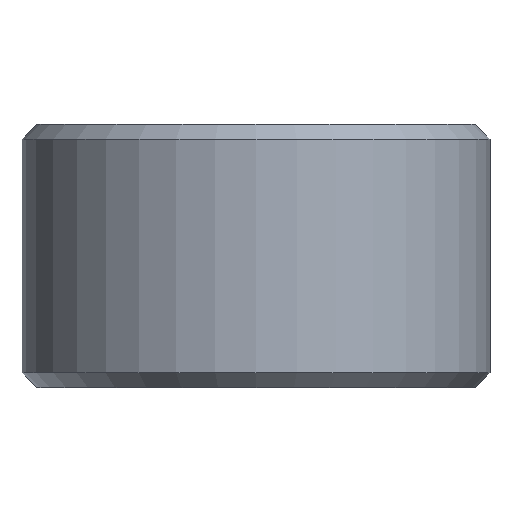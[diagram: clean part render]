
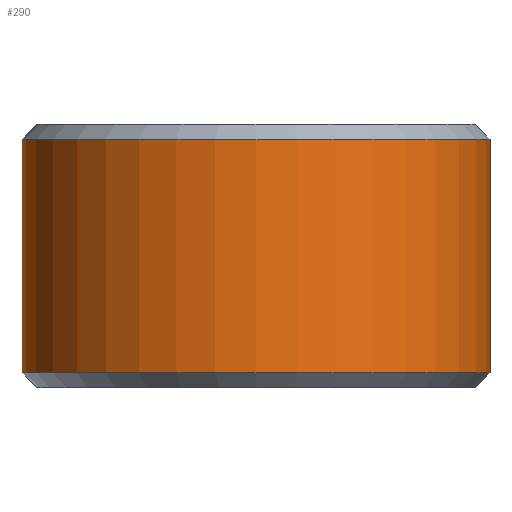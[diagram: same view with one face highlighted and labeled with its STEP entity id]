
A CAD part, front view. The second image highlights one B-rep face of the part: STEP entity #290.
In plain terms, the highlighted cylindrical face has radius 6.35 mm (diameter 12.7 mm), a full revolution.
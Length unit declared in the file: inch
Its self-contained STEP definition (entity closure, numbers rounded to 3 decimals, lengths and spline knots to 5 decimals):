
#73=CIRCLE($,#319,0.25);
#74=CIRCLE($,#320,0.25);
#86=FACE_BOUND($,#125,.T.);
#87=FACE_BOUND($,#126,.T.);
#100=FACE_OUTER_BOUND($,#124,.T.);
#124=EDGE_LOOP($,(#224));
#125=EDGE_LOOP($,(#225));
#126=EDGE_LOOP($,(#226,#227));
#155=B_SPLINE_CURVE_WITH_KNOTS($,3,(#443,#444,#445,#446,#447,#448,#449,
#450,#451,#452,#453,#454,#455,#456,#457,#458,#459,#460),.UNSPECIFIED.,.F.,
 .F.,(4,2,2,2,2,2,2,2,4),(0.25001,0.3125,0.375,
0.43751,0.50001,0.56252,0.62503,
0.68752,0.75002),.UNSPECIFIED.);
#156=B_SPLINE_CURVE_WITH_KNOTS($,3,(#461,#462,#463,#464,#465,#466,#467,
#468,#469,#470,#471,#472,#473,#474,#475,#476,#477,#478,#479),
 .UNSPECIFIED.,.F.,.F.,(4,2,2,2,3,2,2,2,4),(0.75002,0.81252,
0.87501,0.93752,1.00003,1.06253,1.12504,
1.18754,1.25003),.UNSPECIFIED.);
#158=VERTEX_POINT($,#441);
#159=VERTEX_POINT($,#442);
#163=VERTEX_POINT($,#521);
#164=VERTEX_POINT($,#523);
#185=EDGE_CURVE($,#158,#159,#155,.T.);
#186=EDGE_CURVE($,#159,#158,#156,.T.);
#190=EDGE_CURVE($,#163,#163,#73,.T.);
#191=EDGE_CURVE($,#164,#164,#74,.T.);
#224=ORIENTED_EDGE($,*,*,#190,.F.);
#225=ORIENTED_EDGE($,*,*,#191,.F.);
#226=ORIENTED_EDGE($,*,*,#185,.T.);
#227=ORIENTED_EDGE($,*,*,#186,.T.);
#286=CYLINDRICAL_SURFACE($,#318,0.25);
#290=ADVANCED_FACE($,(#100,#86,#87),#286,.T.);
#318=AXIS2_PLACEMENT_3D($,#520,#361,#362);
#319=AXIS2_PLACEMENT_3D($,#522,#363,#364);
#320=AXIS2_PLACEMENT_3D($,#524,#365,#366);
#361=DIRECTION('center_axis',(0.,0.,-1.));
#362=DIRECTION('ref_axis',(-1.,0.,0.));
#363=DIRECTION('center_axis',(0.,0.,-1.));
#364=DIRECTION('ref_axis',(-1.,0.,0.));
#365=DIRECTION('center_axis',(0.,0.,1.));
#366=DIRECTION('ref_axis',(-1.,0.,0.));
#441=CARTESIAN_POINT('',(0.,0.25,-0.0755));
#442=CARTESIAN_POINT('',(0.,0.25,-0.2055));
#443=CARTESIAN_POINT('Ctrl Pts',(0.,0.25,-0.0755));
#444=CARTESIAN_POINT('Ctrl Pts',(-0.0082,0.25,-0.0755));
#445=CARTESIAN_POINT('Ctrl Pts',(-0.01692,0.24956,
-0.07715));
#446=CARTESIAN_POINT('Ctrl Pts',(-0.03293,0.24795,
-0.08379));
#447=CARTESIAN_POINT('Ctrl Pts',(-0.04021,0.24681,
-0.08879));
#448=CARTESIAN_POINT('Ctrl Pts',(-0.05171,0.24466,
-0.10029));
#449=CARTESIAN_POINT('Ctrl Pts',(-0.05671,0.24351,
-0.10757));
#450=CARTESIAN_POINT('Ctrl Pts',(-0.06335,0.24186,
-0.12357));
#451=CARTESIAN_POINT('Ctrl Pts',(-0.065,0.2414,-0.1323));
#452=CARTESIAN_POINT('Ctrl Pts',(-0.065,0.2414,-0.1487));
#453=CARTESIAN_POINT('Ctrl Pts',(-0.06335,0.24186,
-0.15743));
#454=CARTESIAN_POINT('Ctrl Pts',(-0.05671,0.24351,
-0.17343));
#455=CARTESIAN_POINT('Ctrl Pts',(-0.05171,0.24466,
-0.18071));
#456=CARTESIAN_POINT('Ctrl Pts',(-0.04021,0.24681,
-0.19221));
#457=CARTESIAN_POINT('Ctrl Pts',(-0.03293,0.24795,
-0.19721));
#458=CARTESIAN_POINT('Ctrl Pts',(-0.01692,0.24956,
-0.20385));
#459=CARTESIAN_POINT('Ctrl Pts',(-0.0082,0.25,-0.2055));
#460=CARTESIAN_POINT('Ctrl Pts',(0.,0.25,-0.2055));
#461=CARTESIAN_POINT('Ctrl Pts',(0.,0.25,-0.2055));
#462=CARTESIAN_POINT('Ctrl Pts',(0.0082,0.25,-0.2055));
#463=CARTESIAN_POINT('Ctrl Pts',(0.01692,0.24956,-0.20385));
#464=CARTESIAN_POINT('Ctrl Pts',(0.03293,0.24795,-0.19721));
#465=CARTESIAN_POINT('Ctrl Pts',(0.04021,0.24681,-0.19221));
#466=CARTESIAN_POINT('Ctrl Pts',(0.05171,0.24466,-0.18071));
#467=CARTESIAN_POINT('Ctrl Pts',(0.05671,0.24351,-0.17343));
#468=CARTESIAN_POINT('Ctrl Pts',(0.06335,0.24186,-0.15743));
#469=CARTESIAN_POINT('Ctrl Pts',(0.065,0.2414,-0.1487));
#470=CARTESIAN_POINT('Ctrl Pts',(0.065,0.2414,-0.1405));
#471=CARTESIAN_POINT('Ctrl Pts',(0.065,0.2414,-0.1323));
#472=CARTESIAN_POINT('Ctrl Pts',(0.06335,0.24186,-0.12357));
#473=CARTESIAN_POINT('Ctrl Pts',(0.05671,0.24351,-0.10757));
#474=CARTESIAN_POINT('Ctrl Pts',(0.05171,0.24466,-0.10029));
#475=CARTESIAN_POINT('Ctrl Pts',(0.04021,0.24681,-0.08879));
#476=CARTESIAN_POINT('Ctrl Pts',(0.03293,0.24795,-0.08379));
#477=CARTESIAN_POINT('Ctrl Pts',(0.01692,0.24956,-0.07715));
#478=CARTESIAN_POINT('Ctrl Pts',(0.0082,0.25,-0.0755));
#479=CARTESIAN_POINT('Ctrl Pts',(0.,0.25,-0.0755));
#520=CARTESIAN_POINT('Origin',(0.,0.,0.));
#521=CARTESIAN_POINT('',(0.25,0.,-0.26538));
#522=CARTESIAN_POINT('Origin',(0.,0.,-0.26538));
#523=CARTESIAN_POINT('',(0.25,0.,-0.01563));
#524=CARTESIAN_POINT('Origin',(0.,0.,-0.01563));
